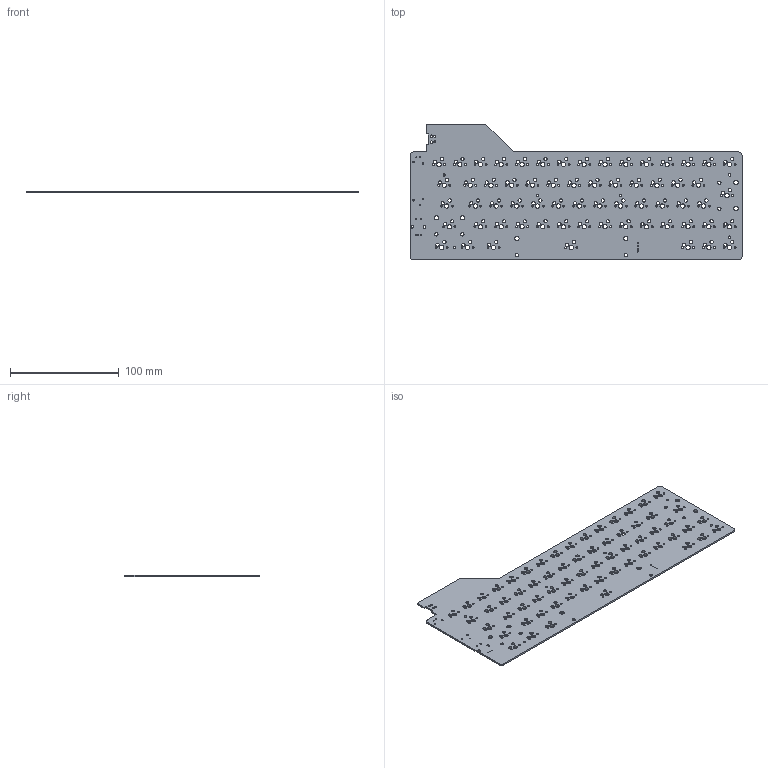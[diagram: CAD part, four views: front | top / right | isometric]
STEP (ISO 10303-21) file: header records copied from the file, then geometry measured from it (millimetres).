
FILE_DESCRIPTION(('KiCad electronic assembly'),'2;1');
FILE_NAME('pheromone.step','2026-01-13T13:26:22',('Pcbnew'),('Kicad'), 'Open CASCADE STEP processor 7.9','KiCad to STEP converter','Unknown' );
FILE_SCHEMA(('AUTOMOTIVE_DESIGN { 1 0 10303 214 1 1 1 1 }'));
Length unit declared in the file: millimetre
Products named in the file (2): pheromone 1; pheromone_PCB
Assembly tree (1 placements, depth 2):
  pheromone 1
    pheromone_PCB
Bounding box: 304.74 x 124.53 x 1.51 mm (x, y, z)
Volume: 44851.7 mm3; surface area: 65117.5 mm2
Topology: 1 solids, 1 shells, 379 faces, 1131 edges, 754 vertices
Faces by surface type: cylinder 361, plane 18
Full cylindrical faces by diameter (mm): 1 x12, 1.5 x4, 1.75 x126, 1.85 x2, 2.2 x8, 3 x126, 3.048 x6, 3.988 x69
Entity records: 14644 total; most frequent: DIRECTION 2615, CARTESIAN_POINT 2266, ORIENTED_EDGE 2262, EDGE_CURVE 1131, AXIS2_PLACEMENT_3D 1103, FACE_BOUND 1089, EDGE_LOOP 1089, VERTEX_POINT 754
